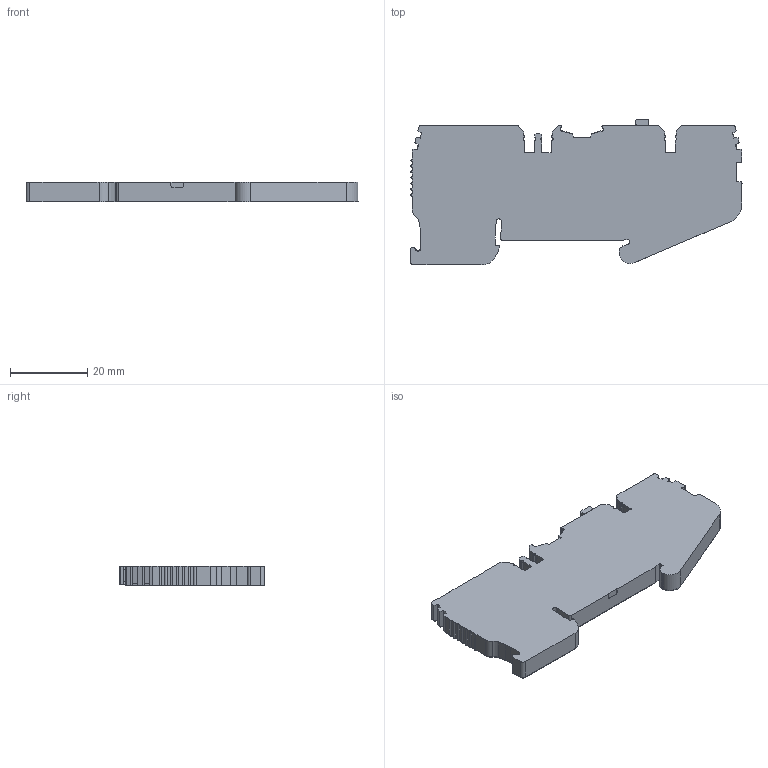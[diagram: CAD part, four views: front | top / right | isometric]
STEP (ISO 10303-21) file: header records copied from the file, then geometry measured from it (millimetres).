
FILE_DESCRIPTION (( 'STEP AP214' ), '1' );
FILE_NAME ('310159_CTP 2.5EA_Grey.STEP', '2017-10-02T12:59:42', ( '' ), ( '' ), 'SwSTEP 2.0', 'SolidWorks 2017', '' );
FILE_SCHEMA (( 'AUTOMOTIVE_DESIGN' ));
Length unit declared in the file: millimetre
Products named in the file (1): 310159_CTP 2.5EA_Grey
Bounding box: 86.1 x 37.67 x 5.15 mm (x, y, z)
Volume: 13134.6 mm3; surface area: 6780.8 mm2
Topology: 1 solids, 1 shells, 616 faces, 1831 edges, 1218 vertices
Faces by surface type: plane 366, cylinder 250
Entity records: 21041 total; most frequent: CARTESIAN_POINT 3761, ORIENTED_EDGE 3662, DIRECTION 3536, EDGE_CURVE 1831, LINE 1320, VECTOR 1320, VERTEX_POINT 1218, AXIS2_PLACEMENT_3D 1108
